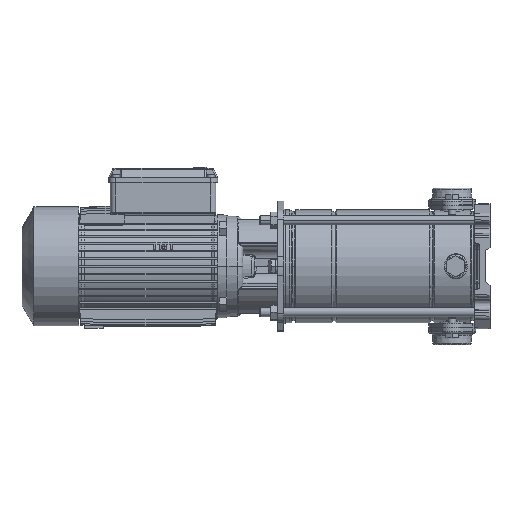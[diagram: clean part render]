
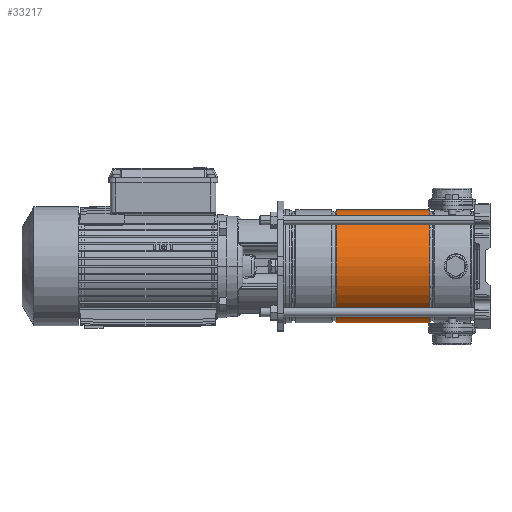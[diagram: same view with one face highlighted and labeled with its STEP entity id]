
A CAD part, left-side view. The second image highlights one B-rep face of the part: STEP entity #33217.
In plain terms, the highlighted cylindrical face has radius 74.4 mm (diameter 148.8 mm), a partial arc.
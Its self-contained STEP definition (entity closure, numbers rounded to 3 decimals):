
#1656 = AXIS2_PLACEMENT_3D ( 'NONE', #10974, #30270, #49561 ) ;
#10974 = CARTESIAN_POINT ( 'NONE',  ( 0., 0., 190.664 ) ) ;
#11922 = DIRECTION ( 'NONE',  ( -1., 0., 0. ) ) ;
#14013 = VERTEX_POINT ( 'NONE', #35125 ) ;
#15289 = CARTESIAN_POINT ( 'NONE',  ( -74.4, 0., 67.336 ) ) ;
#16967 = CARTESIAN_POINT ( 'NONE',  ( 0., 0., 67.336 ) ) ;
#17121 = DIRECTION ( 'NONE',  ( 0., 0., -1. ) ) ;
#18138 = DIRECTION ( 'NONE',  ( 0., 0., -1. ) ) ;
#22897 = LINE ( 'NONE', #61451, #36370 ) ;
#23932 = EDGE_CURVE ( 'NONE', #14013, #26644, #22897, .T. ) ;
#26644 = VERTEX_POINT ( 'NONE', #15289 ) ;
#28626 = AXIS2_PLACEMENT_3D ( 'NONE', #59509, #17121, #45907 ) ;
#29765 = DIRECTION ( 'NONE',  ( 0., 0., -1. ) ) ;
#30270 = DIRECTION ( 'NONE',  ( 0., 0., -1. ) ) ;
#31203 = EDGE_CURVE ( 'NONE', #26644, #48001, #43373, .T. ) ;
#33217 = ADVANCED_FACE ( 'NONE', ( #48790 ), #55384, .T. ) ;
#34614 = VECTOR ( 'NONE', #29765, 1000. ) ;
#35125 = CARTESIAN_POINT ( 'NONE',  ( -74.4, 0., 190.664 ) ) ;
#36370 = VECTOR ( 'NONE', #18138, 1000. ) ;
#36726 = EDGE_CURVE ( 'NONE', #14013, #39670, #42078, .T. ) ;
#39293 = AXIS2_PLACEMENT_3D ( 'NONE', #16967, #54906, #11922 ) ;
#39670 = VERTEX_POINT ( 'NONE', #44143 ) ;
#42078 = CIRCLE ( 'NONE', #1656, 74.4 ) ;
#43373 = CIRCLE ( 'NONE', #39293, 74.4 ) ;
#43706 = LINE ( 'NONE', #53488, #34614 ) ;
#44143 = CARTESIAN_POINT ( 'NONE',  ( 74.4, 0., 190.664 ) ) ;
#44720 = ORIENTED_EDGE ( 'NONE', *, *, #36726, .T. ) ;
#45033 = ORIENTED_EDGE ( 'NONE', *, *, #23932, .F. ) ;
#45907 = DIRECTION ( 'NONE',  ( -1., 0., 0. ) ) ;
#46050 = ORIENTED_EDGE ( 'NONE', *, *, #31203, .F. ) ;
#48001 = VERTEX_POINT ( 'NONE', #62564 ) ;
#48790 = FACE_OUTER_BOUND ( 'NONE', #57717, .T. ) ;
#49484 = ORIENTED_EDGE ( 'NONE', *, *, #62094, .T. ) ;
#49561 = DIRECTION ( 'NONE',  ( -1., 0., 0. ) ) ;
#53488 = CARTESIAN_POINT ( 'NONE',  ( 74.4, 0., 0. ) ) ;
#54906 = DIRECTION ( 'NONE',  ( 0., 0., -1. ) ) ;
#55384 = CYLINDRICAL_SURFACE ( 'NONE', #28626, 74.4 ) ;
#57717 = EDGE_LOOP ( 'NONE', ( #44720, #49484, #46050, #45033 ) ) ;
#59509 = CARTESIAN_POINT ( 'NONE',  ( 0., 0., 0. ) ) ;
#61451 = CARTESIAN_POINT ( 'NONE',  ( -74.4, 0., 0. ) ) ;
#62094 = EDGE_CURVE ( 'NONE', #39670, #48001, #43706, .T. ) ;
#62564 = CARTESIAN_POINT ( 'NONE',  ( 74.4, 0., 67.336 ) ) ;
